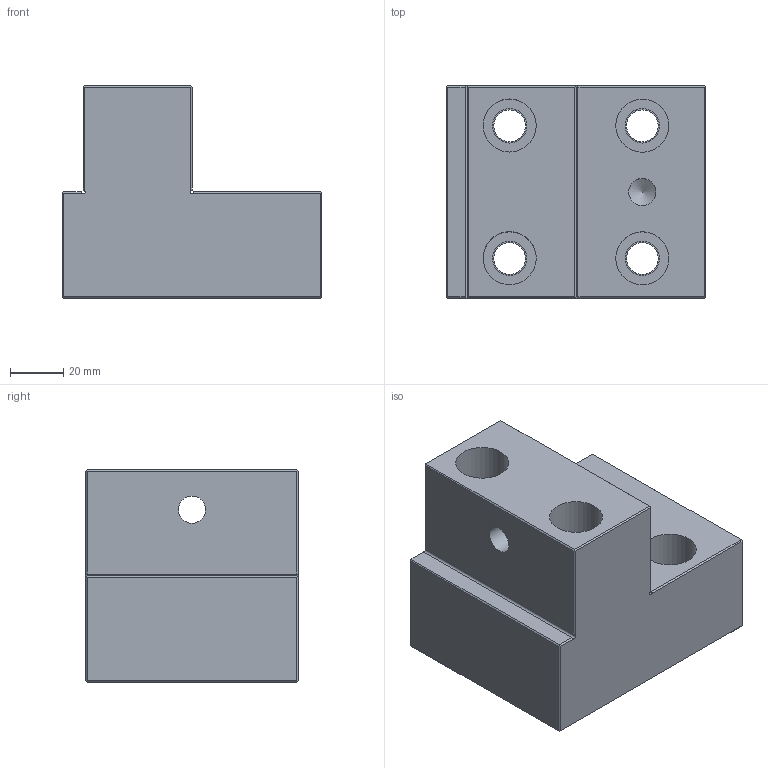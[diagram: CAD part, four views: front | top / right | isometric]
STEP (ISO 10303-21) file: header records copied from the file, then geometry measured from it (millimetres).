
FILE_DESCRIPTION( ( 'Unknown' ), '1' );
FILE_NAME( 'SU13-1240.stp', 'Unknown', ( 'Unknown' ), ( 'Unknown' ), 'XStep 1.0', 'Unknown', ' ' );
FILE_SCHEMA( ( 'CONFIG_CONTROL_DESIGN' ) );
Length unit declared in the file: millimetre
Products named in the file (1): 1
Bounding box: 98 x 80 x 80 mm (x, y, z)
Volume: 379655.9 mm3; surface area: 53850 mm2
Topology: 1 solids, 1 shells, 61 faces, 158 edges, 107 vertices
Faces by surface type: plane 40, cylinder 16, cone 5
Full cylindrical faces by diameter (mm): 10.2 x2, 12 x4, 13 x4, 20 x4
Entity records: 1750 total; most frequent: DIRECTION 296, CARTESIAN_POINT 287, ORIENTED_EDGE 256, EDGE_CURVE 128, AXIS2_PLACEMENT_3D 106, EDGE_LOOP 98, VERTEX_POINT 97, LINE 84
